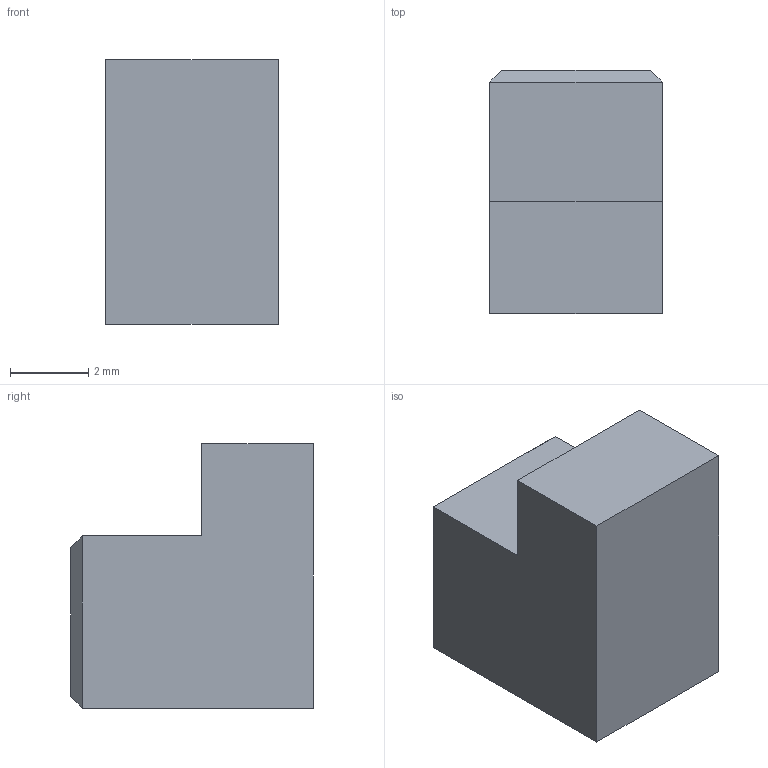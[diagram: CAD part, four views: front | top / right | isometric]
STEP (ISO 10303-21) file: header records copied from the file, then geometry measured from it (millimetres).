
FILE_DESCRIPTION(/* description */ (''),/* implementation_level */ '2;1');
FILE_NAME(/* name */ 'Button.step',/* time_stamp */ '2020-12-07T12:53:00+01:00',/* author */ (''),/* organization */ (''),/* preprocessor_version */ 'ST-DEVELOPER v18.1',/* originating_system */ 'Autodesk Translation Framework v9.3.0.1241',/* authorisation */ '');
FILE_SCHEMA (('AUTOMOTIVE_DESIGN { 1 0 10303 214 3 1 1 }'));
Length unit declared in the file: millimetre
Products named in the file (1): button2
Bounding box: 4.4 x 6.2 x 6.75 mm (x, y, z)
Volume: 148.8 mm3; surface area: 178.7 mm2
Topology: 1 solids, 1 shells, 12 faces, 26 edges, 16 vertices
Faces by surface type: plane 12
Entity records: 351 total; most frequent: CARTESIAN_POINT 55, ORIENTED_EDGE 52, DIRECTION 52, LINE 26, VECTOR 26, EDGE_CURVE 26, VERTEX_POINT 16, AXIS2_PLACEMENT_3D 13
